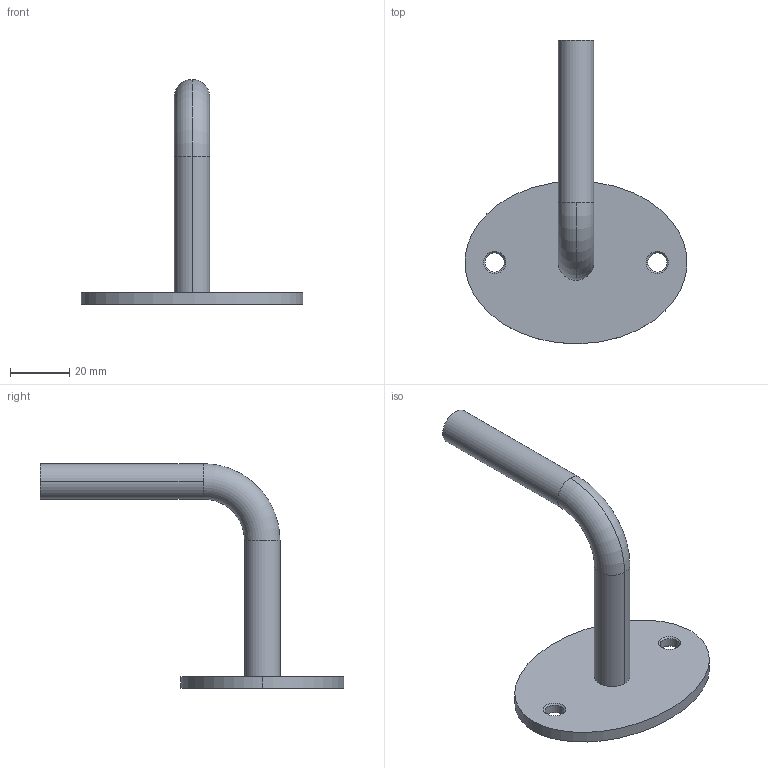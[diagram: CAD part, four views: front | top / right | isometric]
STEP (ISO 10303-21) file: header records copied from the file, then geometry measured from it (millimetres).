
FILE_DESCRIPTION (( 'STEP AP203' ), '1' );
FILE_NAME ('50301-240.STEP', '2020-09-01T07:00:05', ( '' ), ( '' ), 'SwSTEP 2.0', 'SolidWorks 2018', '' );
FILE_SCHEMA (( 'CONFIG_CONTROL_DESIGN' ));
Length unit declared in the file: millimetre
Products named in the file (7): 50301-240 Teil2; 50301-240; 50301-240 Teil1; 50301-240 Teil1_50301-240 Teil1; 50301-240 Teil2_50301-240 Teil2; socket countersunk head screw_din; socket countersunk head screw_din_DIN 7991 - M6 x 12 --- 5.7S
Assembly tree (3 placements, depth 2):
  50301-240 Teil2
  50301-240
    50301-240 Teil1_50301-240 Teil1
    50301-240 Teil2_50301-240 Teil2
    socket countersunk head screw_din_DIN 7991 - M6 x 12 --- 5.7S
  50301-240 Teil1
  socket countersunk head screw_din
Bounding box: 75 x 102.49 x 76 mm (x, y, z)
Volume: 27318.2 mm3; surface area: 13305.3 mm2
Topology: 3 solids, 3 shells, 317 faces, 815 edges, 526 vertices
Faces by surface type: plane 134, bspline 105, cone 44, cylinder 30, torus 4
Entity records: 16111 total; most frequent: CARTESIAN_POINT 8406, ORIENTED_EDGE 1622, DIRECTION 1161, EDGE_CURVE 811, VERTEX_POINT 526, VECTOR 479, LINE 479, EDGE_LOOP 349
